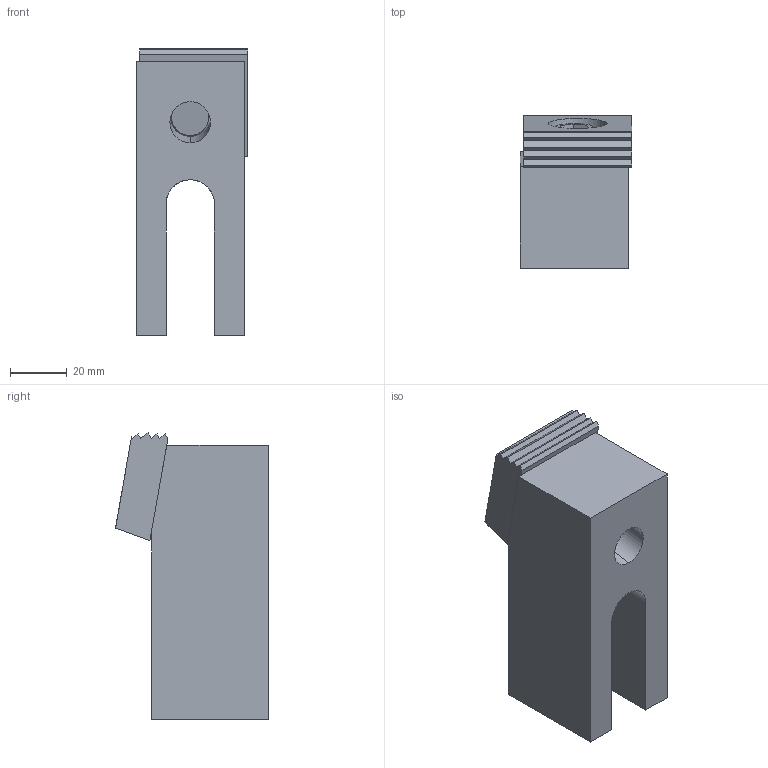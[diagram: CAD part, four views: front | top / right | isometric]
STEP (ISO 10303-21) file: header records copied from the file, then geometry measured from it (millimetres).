
FILE_DESCRIPTION (( 'STEP AP214' ), '1' );
FILE_NAME ('SW3dPS-53172.step', '2009-12-07T17:37:32', ( 'SysAdmin' ), ( 'SolidWorks' ), 'SwSTEP 2.0', 'SolidWorks 2010', '' );
FILE_SCHEMA (( 'AUTOMOTIVE_DESIGN' ));
Length unit declared in the file: millimetre
Products named in the file (4): SW3dPS-53172_10375; SW3dPS-53172_1500; SW3dPS-53172_153172; SW3dPS-53172
Assembly tree (3 placements, depth 2):
  SW3dPS-53172
    SW3dPS-53172_153172
    SW3dPS-53172_10375
    SW3dPS-53172_1500
Bounding box: 39.37 x 53.86 x 100.86 mm (x, y, z)
Volume: 115995.8 mm3; surface area: 29699.5 mm2
Topology: 3 solids, 3 shells, 62 faces, 152 edges, 97 vertices
Faces by surface type: plane 43, cylinder 13, cone 4, sphere 2
Entity records: 2043 total; most frequent: CARTESIAN_POINT 426, DIRECTION 308, ORIENTED_EDGE 300, EDGE_CURVE 150, LINE 110, VECTOR 110, AXIS2_PLACEMENT_3D 99, VERTEX_POINT 97
